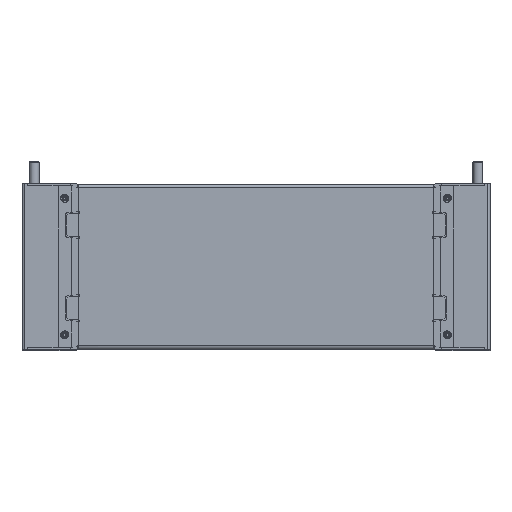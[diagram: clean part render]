
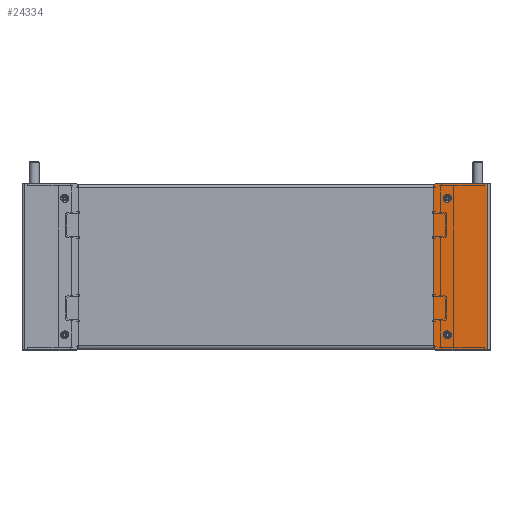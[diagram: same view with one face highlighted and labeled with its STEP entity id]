
A CAD part, top view. The second image highlights one B-rep face of the part: STEP entity #24334.
In plain terms, the highlighted planar face has unit normal (0, 0, 1).
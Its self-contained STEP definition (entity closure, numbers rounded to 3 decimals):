
#95 = CARTESIAN_POINT ( 'NONE',  ( -31., 100., 34. ) ) ;
#569 = CIRCLE ( 'NONE', #18871, 4.5 ) ;
#627 = DIRECTION ( 'NONE',  ( 0., -1., 0. ) ) ;
#652 = CARTESIAN_POINT ( 'NONE',  ( 30.6, -100., 34. ) ) ;
#844 = EDGE_CURVE ( 'NONE', #9871, #21053, #17496, .T. ) ;
#1317 = EDGE_LOOP ( 'NONE', ( #14180, #21920 ) ) ;
#1385 = VERTEX_POINT ( 'NONE', #95 ) ;
#2059 = FACE_BOUND ( 'NONE', #13370, .T. ) ;
#2859 = VERTEX_POINT ( 'NONE', #14529 ) ;
#3447 = CARTESIAN_POINT ( 'NONE',  ( -17.35, -82., 34. ) ) ;
#3854 = ORIENTED_EDGE ( 'NONE', *, *, #5950, .T. ) ;
#4128 = ORIENTED_EDGE ( 'NONE', *, *, #14329, .T. ) ;
#4643 = LINE ( 'NONE', #22207, #7643 ) ;
#5019 = DIRECTION ( 'NONE',  ( -1., 0., 0. ) ) ;
#5176 = LINE ( 'NONE', #6369, #5488 ) ;
#5372 = CARTESIAN_POINT ( 'NONE',  ( -34., 97., 34. ) ) ;
#5488 = VECTOR ( 'NONE', #627, 1000. ) ;
#5605 = VERTEX_POINT ( 'NONE', #21108 ) ;
#5950 = EDGE_CURVE ( 'NONE', #2859, #9895, #15777, .T. ) ;
#6113 = DIRECTION ( 'NONE',  ( -1., 0., 0. ) ) ;
#6369 = CARTESIAN_POINT ( 'NONE',  ( 30.6, 100., 34. ) ) ;
#6501 = EDGE_CURVE ( 'NONE', #8437, #16522, #17560, .T. ) ;
#6700 = DIRECTION ( 'NONE',  ( 0., 0., -1. ) ) ;
#6711 = ORIENTED_EDGE ( 'NONE', *, *, #844, .T. ) ;
#7079 = VERTEX_POINT ( 'NONE', #19798 ) ;
#7577 = EDGE_CURVE ( 'NONE', #5605, #21053, #5176, .T. ) ;
#7643 = VECTOR ( 'NONE', #22115, 1000. ) ;
#7695 = FACE_BOUND ( 'NONE', #1317, .T. ) ;
#8022 = DIRECTION ( 'NONE',  ( 0., 0., -1. ) ) ;
#8090 = EDGE_CURVE ( 'NONE', #1385, #5605, #18569, .T. ) ;
#8285 = DIRECTION ( 'NONE',  ( -1., 0., 0. ) ) ;
#8324 = EDGE_LOOP ( 'NONE', ( #18404, #4128, #6711, #11181, #13589, #9918 ) ) ;
#8437 = VERTEX_POINT ( 'NONE', #5372 ) ;
#9483 = FACE_OUTER_BOUND ( 'NONE', #8324, .T. ) ;
#9651 = EDGE_CURVE ( 'NONE', #1385, #8437, #13419, .T. ) ;
#9871 = VERTEX_POINT ( 'NONE', #13866 ) ;
#9895 = VERTEX_POINT ( 'NONE', #9955 ) ;
#9918 = ORIENTED_EDGE ( 'NONE', *, *, #9651, .T. ) ;
#9955 = CARTESIAN_POINT ( 'NONE',  ( -21.85, -82., 34. ) ) ;
#10273 = CARTESIAN_POINT ( 'NONE',  ( -17.35, -82., 34. ) ) ;
#10641 = AXIS2_PLACEMENT_3D ( 'NONE', #17505, #8022, #6113 ) ;
#10665 = ORIENTED_EDGE ( 'NONE', *, *, #11844, .T. ) ;
#10737 = EDGE_CURVE ( 'NONE', #7079, #15813, #569, .T. ) ;
#11181 = ORIENTED_EDGE ( 'NONE', *, *, #7577, .F. ) ;
#11844 = EDGE_CURVE ( 'NONE', #9895, #2859, #13901, .T. ) ;
#12450 = VECTOR ( 'NONE', #15649, 1000. ) ;
#12507 = VECTOR ( 'NONE', #23651, 1000. ) ;
#13212 = EDGE_CURVE ( 'NONE', #15813, #7079, #18923, .T. ) ;
#13370 = EDGE_LOOP ( 'NONE', ( #3854, #10665 ) ) ;
#13419 = LINE ( 'NONE', #20486, #19624 ) ;
#13589 = ORIENTED_EDGE ( 'NONE', *, *, #8090, .F. ) ;
#13866 = CARTESIAN_POINT ( 'NONE',  ( -31., -100., 34. ) ) ;
#13901 = CIRCLE ( 'NONE', #14745, 4.5 ) ;
#14180 = ORIENTED_EDGE ( 'NONE', *, *, #10737, .T. ) ;
#14329 = EDGE_CURVE ( 'NONE', #16522, #9871, #4643, .T. ) ;
#14529 = CARTESIAN_POINT ( 'NONE',  ( -12.85, -82., 34. ) ) ;
#14745 = AXIS2_PLACEMENT_3D ( 'NONE', #10273, #6700, #8285 ) ;
#14919 = CARTESIAN_POINT ( 'NONE',  ( -17.35, 82., 34. ) ) ;
#15600 = CARTESIAN_POINT ( 'NONE',  ( -34., 100., 34. ) ) ;
#15635 = CARTESIAN_POINT ( 'NONE',  ( -34., -97., 34. ) ) ;
#15649 = DIRECTION ( 'NONE',  ( 1., 0., 0. ) ) ;
#15777 = CIRCLE ( 'NONE', #18944, 4.5 ) ;
#15813 = VERTEX_POINT ( 'NONE', #22552 ) ;
#16412 = DIRECTION ( 'NONE',  ( -1., 0., 0. ) ) ;
#16522 = VERTEX_POINT ( 'NONE', #15635 ) ;
#17496 = LINE ( 'NONE', #23096, #12450 ) ;
#17505 = CARTESIAN_POINT ( 'NONE',  ( -34., 100., 34. ) ) ;
#17560 = LINE ( 'NONE', #21734, #12507 ) ;
#18404 = ORIENTED_EDGE ( 'NONE', *, *, #6501, .T. ) ;
#18569 = LINE ( 'NONE', #15600, #21784 ) ;
#18871 = AXIS2_PLACEMENT_3D ( 'NONE', #22107, #20107, #16412 ) ;
#18923 = CIRCLE ( 'NONE', #19360, 4.5 ) ;
#18944 = AXIS2_PLACEMENT_3D ( 'NONE', #3447, #22340, #5019 ) ;
#19360 = AXIS2_PLACEMENT_3D ( 'NONE', #14919, #24531, #20871 ) ;
#19624 = VECTOR ( 'NONE', #22394, 1000. ) ;
#19798 = CARTESIAN_POINT ( 'NONE',  ( -12.85, 82., 34. ) ) ;
#20107 = DIRECTION ( 'NONE',  ( 0., 0., -1. ) ) ;
#20486 = CARTESIAN_POINT ( 'NONE',  ( -34., 97., 34. ) ) ;
#20871 = DIRECTION ( 'NONE',  ( -1., 0., 0. ) ) ;
#21053 = VERTEX_POINT ( 'NONE', #652 ) ;
#21103 = PLANE ( 'NONE',  #10641 ) ;
#21108 = CARTESIAN_POINT ( 'NONE',  ( 30.6, 100., 34. ) ) ;
#21734 = CARTESIAN_POINT ( 'NONE',  ( -34., 100., 34. ) ) ;
#21784 = VECTOR ( 'NONE', #23219, 1000. ) ;
#21920 = ORIENTED_EDGE ( 'NONE', *, *, #13212, .T. ) ;
#22107 = CARTESIAN_POINT ( 'NONE',  ( -17.35, 82., 34. ) ) ;
#22115 = DIRECTION ( 'NONE',  ( 0.707, -0.707, 0. ) ) ;
#22207 = CARTESIAN_POINT ( 'NONE',  ( -31., -100., 34. ) ) ;
#22340 = DIRECTION ( 'NONE',  ( 0., 0., -1. ) ) ;
#22394 = DIRECTION ( 'NONE',  ( -0.707, -0.707, 0. ) ) ;
#22552 = CARTESIAN_POINT ( 'NONE',  ( -21.85, 82., 34. ) ) ;
#23096 = CARTESIAN_POINT ( 'NONE',  ( -34., -100., 34. ) ) ;
#23219 = DIRECTION ( 'NONE',  ( 1., 0., 0. ) ) ;
#23651 = DIRECTION ( 'NONE',  ( 0., -1., 0. ) ) ;
#24334 = ADVANCED_FACE ( 'NONE', ( #2059, #7695, #9483 ), #21103, .F. ) ;
#24531 = DIRECTION ( 'NONE',  ( 0., 0., -1. ) ) ;
